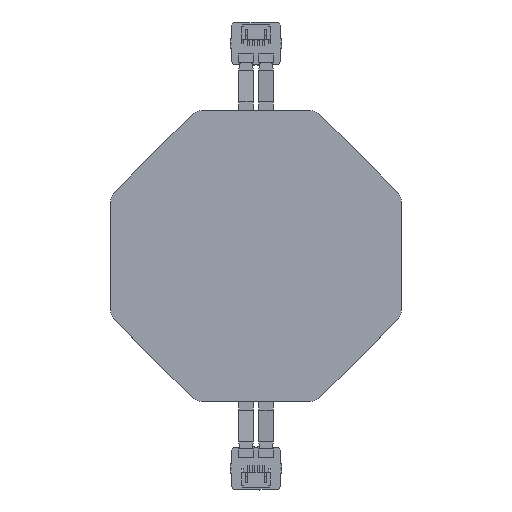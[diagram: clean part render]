
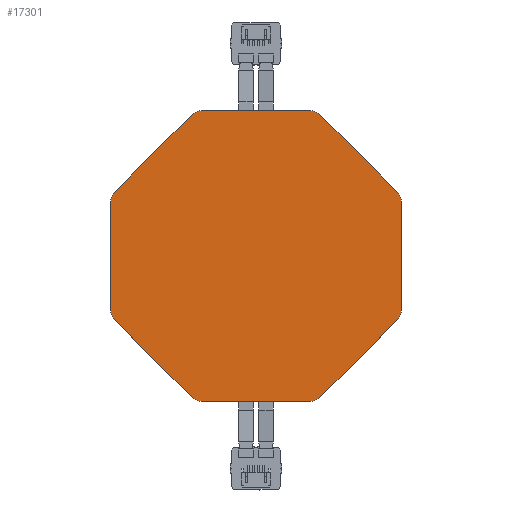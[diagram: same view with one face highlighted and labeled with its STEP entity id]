
A CAD part, top view. The second image highlights one B-rep face of the part: STEP entity #17301.
In plain terms, the highlighted planar face has unit normal (0, 0, 1).
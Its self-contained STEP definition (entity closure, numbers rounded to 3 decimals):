
#4788=DIRECTION('',(0.707,-0.707,0.));
#4789=VECTOR('',#4788,43.989);
#4790=CARTESIAN_POINT('',(-56.636,-25.53,0.575));
#4791=LINE('',#4790,#4789);
#4792=CARTESIAN_POINT('',(-53.1,-21.995,0.575));
#4793=DIRECTION('',(0.,0.,1.));
#4794=DIRECTION('',(-1.,0.,0.));
#4795=AXIS2_PLACEMENT_3D('',#4792,#4793,#4794);
#4797=DIRECTION('',(0.,-1.,0.));
#4798=VECTOR('',#4797,43.989);
#4799=CARTESIAN_POINT('',(-58.1,21.995,0.575));
#4800=LINE('',#4799,#4798);
#4801=CARTESIAN_POINT('',(-53.1,21.995,0.575));
#4802=DIRECTION('',(0.,0.,1.));
#4803=DIRECTION('',(-0.707,0.707,0.));
#4804=AXIS2_PLACEMENT_3D('',#4801,#4802,#4803);
#4806=DIRECTION('',(-0.707,-0.707,0.));
#4807=VECTOR('',#4806,43.989);
#4808=CARTESIAN_POINT('',(-25.53,56.636,0.575));
#4809=LINE('',#4808,#4807);
#4810=CARTESIAN_POINT('',(-21.995,53.1,0.575));
#4811=DIRECTION('',(0.,0.,1.));
#4812=DIRECTION('',(0.,1.,0.));
#4813=AXIS2_PLACEMENT_3D('',#4810,#4811,#4812);
#4815=DIRECTION('',(-1.,0.,0.));
#4816=VECTOR('',#4815,43.989);
#4817=CARTESIAN_POINT('',(21.995,58.1,0.575));
#4818=LINE('',#4817,#4816);
#4819=CARTESIAN_POINT('',(21.995,53.1,0.575));
#4820=DIRECTION('',(0.,0.,1.));
#4821=DIRECTION('',(0.707,0.707,0.));
#4822=AXIS2_PLACEMENT_3D('',#4819,#4820,#4821);
#4824=DIRECTION('',(-0.707,0.707,0.));
#4825=VECTOR('',#4824,43.989);
#4826=CARTESIAN_POINT('',(56.636,25.53,0.575));
#4827=LINE('',#4826,#4825);
#4828=CARTESIAN_POINT('',(53.1,21.995,0.575));
#4829=DIRECTION('',(0.,0.,1.));
#4830=DIRECTION('',(1.,0.,0.));
#4831=AXIS2_PLACEMENT_3D('',#4828,#4829,#4830);
#4833=DIRECTION('',(0.,1.,0.));
#4834=VECTOR('',#4833,43.989);
#4835=CARTESIAN_POINT('',(58.1,-21.995,0.575));
#4836=LINE('',#4835,#4834);
#4837=CARTESIAN_POINT('',(53.1,-21.995,0.575));
#4838=DIRECTION('',(0.,0.,1.));
#4839=DIRECTION('',(0.707,-0.707,0.));
#4840=AXIS2_PLACEMENT_3D('',#4837,#4838,#4839);
#4842=DIRECTION('',(0.707,0.707,0.));
#4843=VECTOR('',#4842,43.989);
#4844=CARTESIAN_POINT('',(25.53,-56.636,0.575));
#4845=LINE('',#4844,#4843);
#4846=CARTESIAN_POINT('',(21.995,-53.1,0.575));
#4847=DIRECTION('',(0.,0.,1.));
#4848=DIRECTION('',(0.,-1.,0.));
#4849=AXIS2_PLACEMENT_3D('',#4846,#4847,#4848);
#4851=DIRECTION('',(1.,0.,0.));
#4852=VECTOR('',#4851,43.989);
#4853=CARTESIAN_POINT('',(-21.995,-58.1,0.575));
#4854=LINE('',#4853,#4852);
#4855=CARTESIAN_POINT('',(-21.995,-53.1,0.575));
#4856=DIRECTION('',(0.,0.,1.));
#4857=DIRECTION('',(-0.707,-0.707,0.));
#4858=AXIS2_PLACEMENT_3D('',#4855,#4856,#4857);
#6984=CARTESIAN_POINT('',(-56.636,-25.53,0.575));
#6985=CARTESIAN_POINT('',(-25.53,-56.636,0.575));
#6986=VERTEX_POINT('',#6984);
#6987=VERTEX_POINT('',#6985);
#6988=CARTESIAN_POINT('',(-21.995,-58.1,0.575));
#6989=VERTEX_POINT('',#6988);
#6990=CARTESIAN_POINT('',(21.995,-58.1,0.575));
#6991=VERTEX_POINT('',#6990);
#6992=CARTESIAN_POINT('',(25.53,-56.636,0.575));
#6993=VERTEX_POINT('',#6992);
#6994=CARTESIAN_POINT('',(56.636,-25.53,0.575));
#6995=VERTEX_POINT('',#6994);
#6996=CARTESIAN_POINT('',(58.1,-21.995,0.575));
#6997=VERTEX_POINT('',#6996);
#6998=CARTESIAN_POINT('',(58.1,21.995,0.575));
#6999=VERTEX_POINT('',#6998);
#7000=CARTESIAN_POINT('',(56.636,25.53,0.575));
#7001=VERTEX_POINT('',#7000);
#7002=CARTESIAN_POINT('',(25.53,56.636,0.575));
#7003=VERTEX_POINT('',#7002);
#7004=CARTESIAN_POINT('',(21.995,58.1,0.575));
#7005=VERTEX_POINT('',#7004);
#7006=CARTESIAN_POINT('',(-21.995,58.1,0.575));
#7007=VERTEX_POINT('',#7006);
#7008=CARTESIAN_POINT('',(-25.53,56.636,0.575));
#7009=VERTEX_POINT('',#7008);
#7010=CARTESIAN_POINT('',(-56.636,25.53,0.575));
#7011=VERTEX_POINT('',#7010);
#7012=CARTESIAN_POINT('',(-58.1,21.995,0.575));
#7013=VERTEX_POINT('',#7012);
#7014=CARTESIAN_POINT('',(-58.1,-21.995,0.575));
#7015=VERTEX_POINT('',#7014);
#17274=CARTESIAN_POINT('',(0.,0.,0.575));
#17275=DIRECTION('',(0.,0.,1.));
#17276=DIRECTION('',(1.,0.,0.));
#17277=AXIS2_PLACEMENT_3D('',#17274,#17275,#17276);
#17278=PLANE('',#17277);
#17279=ORIENTED_EDGE('',*,*,#17256,.F.);
#17280=ORIENTED_EDGE('',*,*,#17242,.F.);
#17282=ORIENTED_EDGE('',*,*,#17281,.F.);
#17284=ORIENTED_EDGE('',*,*,#17283,.F.);
#17286=ORIENTED_EDGE('',*,*,#17285,.F.);
#17288=ORIENTED_EDGE('',*,*,#17287,.F.);
#17289=ORIENTED_EDGE('',*,*,#11479,.F.);
#17290=ORIENTED_EDGE('',*,*,#11459,.F.);
#17291=ORIENTED_EDGE('',*,*,#11444,.F.);
#17292=ORIENTED_EDGE('',*,*,#11429,.F.);
#17293=ORIENTED_EDGE('',*,*,#11414,.F.);
#17294=ORIENTED_EDGE('',*,*,#11399,.F.);
#17295=ORIENTED_EDGE('',*,*,#11384,.F.);
#17296=ORIENTED_EDGE('',*,*,#11369,.F.);
#17297=ORIENTED_EDGE('',*,*,#10569,.F.);
#17298=ORIENTED_EDGE('',*,*,#17269,.F.);
#17299=EDGE_LOOP('',(#17279,#17280,#17282,#17284,#17286,#17288,#17289,#17290,
#17291,#17292,#17293,#17294,#17295,#17296,#17297,#17298));
#17300=FACE_OUTER_BOUND('',#17299,.F.);
#17301=ADVANCED_FACE('',(#17300),#17278,.T.);
#4796=CIRCLE('',#4795,5.);
#4805=CIRCLE('',#4804,5.);
#4814=CIRCLE('',#4813,5.);
#4823=CIRCLE('',#4822,5.);
#4832=CIRCLE('',#4831,5.);
#4841=CIRCLE('',#4840,5.);
#4850=CIRCLE('',#4849,5.);
#4859=CIRCLE('',#4858,5.);
#10569=EDGE_CURVE('',#6989,#6991,#4854,.T.);
#11369=EDGE_CURVE('',#6991,#6993,#4850,.T.);
#11384=EDGE_CURVE('',#6993,#6995,#4845,.T.);
#11399=EDGE_CURVE('',#6995,#6997,#4841,.T.);
#11414=EDGE_CURVE('',#6997,#6999,#4836,.T.);
#11429=EDGE_CURVE('',#6999,#7001,#4832,.T.);
#11444=EDGE_CURVE('',#7001,#7003,#4827,.T.);
#11459=EDGE_CURVE('',#7003,#7005,#4823,.T.);
#11479=EDGE_CURVE('',#7005,#7007,#4818,.T.);
#17242=EDGE_CURVE('',#7015,#6986,#4796,.T.);
#17256=EDGE_CURVE('',#6986,#6987,#4791,.T.);
#17269=EDGE_CURVE('',#6987,#6989,#4859,.T.);
#17281=EDGE_CURVE('',#7013,#7015,#4800,.T.);
#17283=EDGE_CURVE('',#7011,#7013,#4805,.T.);
#17285=EDGE_CURVE('',#7009,#7011,#4809,.T.);
#17287=EDGE_CURVE('',#7007,#7009,#4814,.T.);
